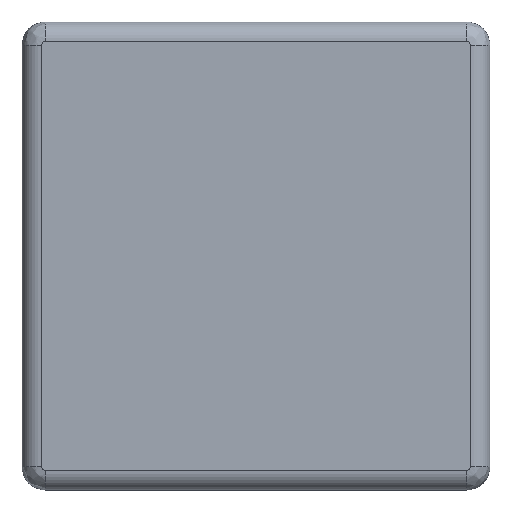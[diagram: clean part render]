
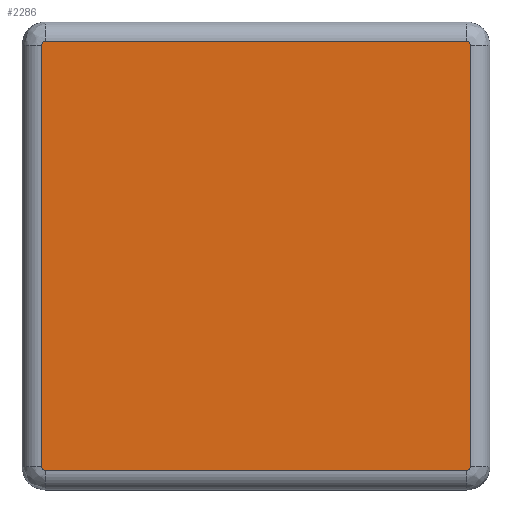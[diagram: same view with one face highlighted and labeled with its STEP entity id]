
A CAD part, top view. The second image highlights one B-rep face of the part: STEP entity #2286.
In plain terms, the highlighted planar face has unit normal (0, 0, 1).
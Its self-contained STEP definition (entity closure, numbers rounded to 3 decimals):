
#91=CIRCLE('',#2435,0.5);
#96=CIRCLE('',#2444,0.5);
#97=CIRCLE('',#2445,0.5);
#98=CIRCLE('',#2446,0.5);
#202=FACE_OUTER_BOUND('',#333,.T.);
#333=EDGE_LOOP('',(#1552,#1553,#1554,#1555,#1556,#1557,#1558,#1559));
#555=LINE('',#3437,#746);
#556=LINE('',#3441,#747);
#557=LINE('',#3444,#748);
#558=LINE('',#3445,#749);
#746=VECTOR('',#2726,1000.);
#747=VECTOR('',#2729,1000.);
#748=VECTOR('',#2732,1000.);
#749=VECTOR('',#2733,1000.);
#923=VERTEX_POINT('',#3385);
#926=VERTEX_POINT('',#3390);
#943=VERTEX_POINT('',#3433);
#944=VERTEX_POINT('',#3434);
#945=VERTEX_POINT('',#3436);
#946=VERTEX_POINT('',#3438);
#947=VERTEX_POINT('',#3440);
#948=VERTEX_POINT('',#3442);
#1164=EDGE_CURVE('',#923,#926,#91,.T.);
#1185=EDGE_CURVE('',#943,#944,#96,.T.);
#1186=EDGE_CURVE('',#944,#945,#555,.T.);
#1187=EDGE_CURVE('',#945,#946,#97,.T.);
#1188=EDGE_CURVE('',#946,#947,#556,.T.);
#1189=EDGE_CURVE('',#947,#948,#98,.T.);
#1190=EDGE_CURVE('',#948,#923,#557,.T.);
#1191=EDGE_CURVE('',#926,#943,#558,.T.);
#1552=ORIENTED_EDGE('',*,*,#1185,.T.);
#1553=ORIENTED_EDGE('',*,*,#1186,.T.);
#1554=ORIENTED_EDGE('',*,*,#1187,.T.);
#1555=ORIENTED_EDGE('',*,*,#1188,.T.);
#1556=ORIENTED_EDGE('',*,*,#1189,.T.);
#1557=ORIENTED_EDGE('',*,*,#1190,.T.);
#1558=ORIENTED_EDGE('',*,*,#1164,.T.);
#1559=ORIENTED_EDGE('',*,*,#1191,.T.);
#2225=PLANE('',#2443);
#2286=ADVANCED_FACE('',(#202),#2225,.T.);
#2435=AXIS2_PLACEMENT_3D('',#3392,#2690,#2691);
#2443=AXIS2_PLACEMENT_3D('',#3432,#2722,#2723);
#2444=AXIS2_PLACEMENT_3D('',#3435,#2724,#2725);
#2445=AXIS2_PLACEMENT_3D('',#3439,#2727,#2728);
#2446=AXIS2_PLACEMENT_3D('',#3443,#2730,#2731);
#2690=DIRECTION('center_axis',(0.,0.,
1.));
#2691=DIRECTION('ref_axis',(1.,0.,0.));
#2722=DIRECTION('center_axis',(0.,0.,
1.));
#2723=DIRECTION('ref_axis',(1.,0.,0.));
#2724=DIRECTION('center_axis',(0.,0.,
1.));
#2725=DIRECTION('ref_axis',(1.,0.,0.));
#2726=DIRECTION('',(0.,-1.,0.));
#2727=DIRECTION('center_axis',(0.,0.,
1.));
#2728=DIRECTION('ref_axis',(1.,0.,0.));
#2729=DIRECTION('',(1.,0.,0.));
#2730=DIRECTION('center_axis',(0.,0.,
1.));
#2731=DIRECTION('ref_axis',(1.,0.,0.));
#2732=DIRECTION('',(0.,1.,0.));
#2733=DIRECTION('',(-1.,0.,0.));
#3385=CARTESIAN_POINT('',(27.5,27.,3.));
#3390=CARTESIAN_POINT('',(27.,27.5,3.));
#3392=CARTESIAN_POINT('Origin',(27.,27.,3.));
#3432=CARTESIAN_POINT('Origin',(-27.,-27.,3.));
#3433=CARTESIAN_POINT('',(-27.,27.5,3.));
#3434=CARTESIAN_POINT('',(-27.5,27.,3.));
#3435=CARTESIAN_POINT('Origin',(-27.,27.,3.));
#3436=CARTESIAN_POINT('',(-27.5,-27.,3.));
#3437=CARTESIAN_POINT('',(-27.5,-27.,3.));
#3438=CARTESIAN_POINT('',(-27.,-27.5,3.));
#3439=CARTESIAN_POINT('Origin',(-27.,-27.,3.));
#3440=CARTESIAN_POINT('',(27.,-27.5,3.));
#3441=CARTESIAN_POINT('',(-27.,-27.5,3.));
#3442=CARTESIAN_POINT('',(27.5,-27.,3.));
#3443=CARTESIAN_POINT('Origin',(27.,-27.,3.));
#3444=CARTESIAN_POINT('',(27.5,-27.,3.));
#3445=CARTESIAN_POINT('',(-27.,27.5,3.));
